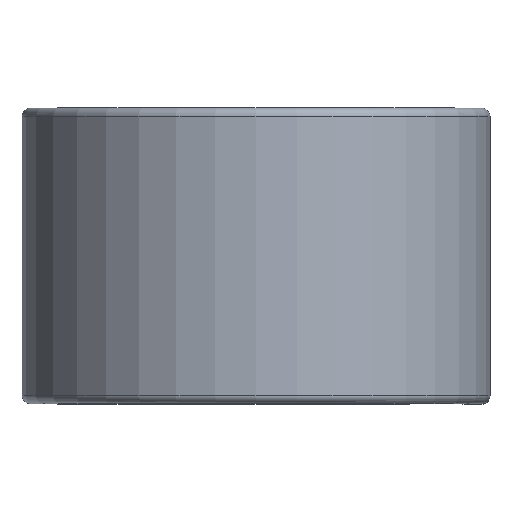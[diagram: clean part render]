
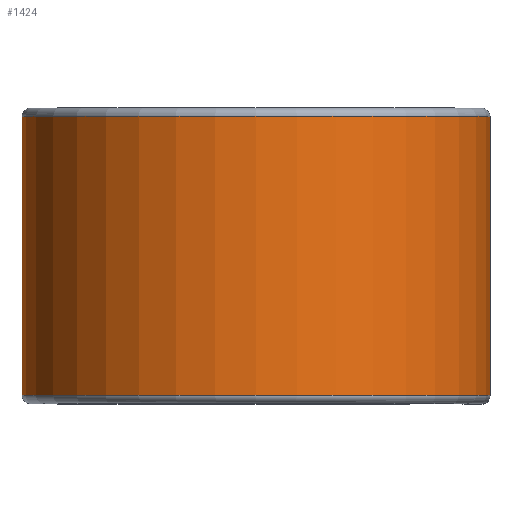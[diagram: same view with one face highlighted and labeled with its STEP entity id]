
A CAD part, top view. The second image highlights one B-rep face of the part: STEP entity #1424.
In plain terms, the highlighted cylindrical face has radius 21.361 mm (diameter 42.723 mm), a partial arc.
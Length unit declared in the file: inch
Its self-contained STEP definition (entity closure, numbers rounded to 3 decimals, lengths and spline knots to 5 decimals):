
#55 = EDGE_CURVE ( 'NONE', #2197, #1438, #572, .T. ) ;
#183 = EDGE_CURVE ( 'NONE', #2084, #2197, #1712, .T. ) ;
#253 = ORIENTED_EDGE ( 'NONE', *, *, #558, .F. ) ;
#306 = DIRECTION ( 'NONE',  ( 0., -1., 0. ) ) ;
#332 = CARTESIAN_POINT ( 'NONE',  ( 0.841, 0.50125, 0. ) ) ;
#522 = AXIS2_PLACEMENT_3D ( 'NONE', #1223, #1083, #1075 ) ;
#525 = VECTOR ( 'NONE', #750, 39.37008 ) ;
#558 = EDGE_CURVE ( 'NONE', #2084, #1841, #2295, .T. ) ;
#572 = CIRCLE ( 'NONE', #522, 0.841 ) ;
#580 = ORIENTED_EDGE ( 'NONE', *, *, #55, .T. ) ;
#628 = EDGE_LOOP ( 'NONE', ( #1420, #580, #1507, #253 ) ) ;
#660 = CYLINDRICAL_SURFACE ( 'NONE', #828, 0.841 ) ;
#718 = CARTESIAN_POINT ( 'NONE',  ( 0., -0.50125, 0. ) ) ;
#723 = VECTOR ( 'NONE', #1046, 39.37008 ) ;
#750 = DIRECTION ( 'NONE',  ( 0., 1., 0. ) ) ;
#828 = AXIS2_PLACEMENT_3D ( 'NONE', #1231, #306, #864 ) ;
#864 = DIRECTION ( 'NONE',  ( 0., 0., -1. ) ) ;
#882 = FACE_OUTER_BOUND ( 'NONE', #628, .T. ) ;
#894 = DIRECTION ( 'NONE',  ( 0., 0., -1. ) ) ;
#947 = EDGE_CURVE ( 'NONE', #1841, #1438, #1053, .T. ) ;
#1032 = CARTESIAN_POINT ( 'NONE',  ( 0.841, 0.50125, 0. ) ) ;
#1046 = DIRECTION ( 'NONE',  ( 0., 1., 0. ) ) ;
#1053 = LINE ( 'NONE', #1309, #525 ) ;
#1075 = DIRECTION ( 'NONE',  ( 0., 0., -1. ) ) ;
#1083 = DIRECTION ( 'NONE',  ( 0., -1., 0. ) ) ;
#1223 = CARTESIAN_POINT ( 'NONE',  ( 0., 0.50125, 0. ) ) ;
#1231 = CARTESIAN_POINT ( 'NONE',  ( 0., 0.5, 0. ) ) ;
#1309 = CARTESIAN_POINT ( 'NONE',  ( 0., 0.50125, -0.841 ) ) ;
#1420 = ORIENTED_EDGE ( 'NONE', *, *, #183, .T. ) ;
#1424 = ADVANCED_FACE ( 'NONE', ( #882 ), #660, .T. ) ;
#1438 = VERTEX_POINT ( 'NONE', #2166 ) ;
#1490 = AXIS2_PLACEMENT_3D ( 'NONE', #718, #2013, #894 ) ;
#1507 = ORIENTED_EDGE ( 'NONE', *, *, #947, .F. ) ;
#1712 = LINE ( 'NONE', #1032, #723 ) ;
#1841 = VERTEX_POINT ( 'NONE', #2179 ) ;
#1953 = CARTESIAN_POINT ( 'NONE',  ( 0.841, -0.50125, 0. ) ) ;
#2013 = DIRECTION ( 'NONE',  ( 0., -1., 0. ) ) ;
#2084 = VERTEX_POINT ( 'NONE', #1953 ) ;
#2166 = CARTESIAN_POINT ( 'NONE',  ( 0., 0.50125, -0.841 ) ) ;
#2179 = CARTESIAN_POINT ( 'NONE',  ( 0., -0.50125, -0.841 ) ) ;
#2197 = VERTEX_POINT ( 'NONE', #332 ) ;
#2295 = CIRCLE ( 'NONE', #1490, 0.841 ) ;
